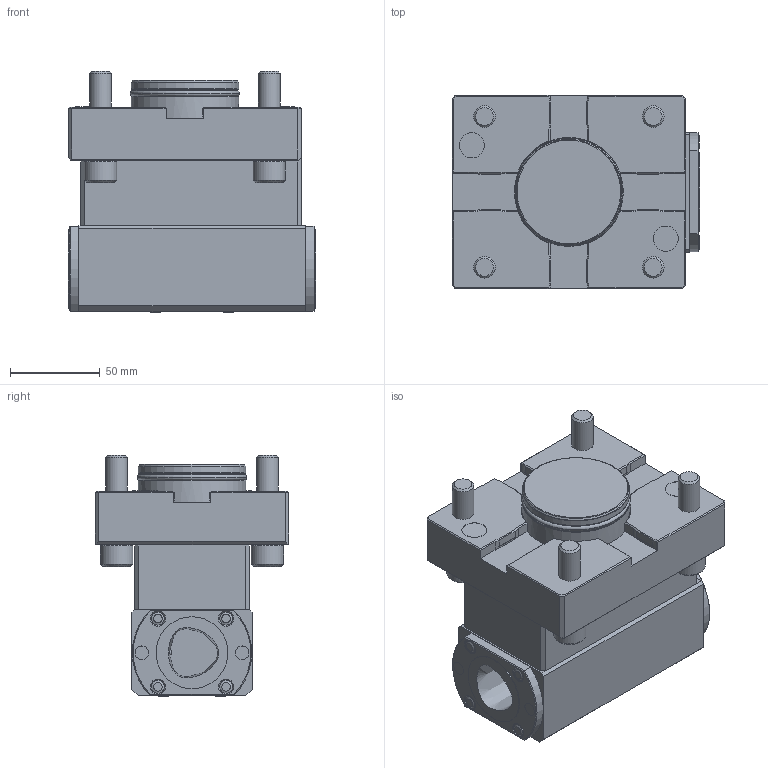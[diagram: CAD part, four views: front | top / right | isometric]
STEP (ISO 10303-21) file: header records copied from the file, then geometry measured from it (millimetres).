
FILE_DESCRIPTION(/* description */ (''),/* implementation_level */ '2;1');
FILE_NAME(/* name */ '1616150358762.stp',/* time_stamp */ '2021-03-19T11:39:26+01:00',/* author */ (''),/* organization */ ('SMS'),/* preprocessor_version */ 'ST-DEVELOPER v16.7',/* originating_system */ 'SIEMENS PLM Software NX 12.0',/* authorisation */ '');
FILE_SCHEMA (('AUTOMOTIVE_DESIGN { 1 0 10303 214 3 1 1 1 }'));
Length unit declared in the file: millimetre
Products named in the file (1): 203437856mod000_00
Bounding box: 137.96 x 108 x 134.54 mm (x, y, z)
Volume: 1159016.3 mm3; surface area: 91424.7 mm2
Topology: 1 solids, 1 shells, 276 faces, 653 edges, 410 vertices
Faces by surface type: plane 160, cone 49, cylinder 48, sphere 10, torus 7, bspline 2
Full cylindrical faces by diameter (mm): 2.5 x2, 5.7 x2, 7.2 x8, 12 x4, 14 x2, 18 x4, 40 x2, 55.2 x1, 59.9 x2, 60.7 x1
Entity records: 7756 total; most frequent: CARTESIAN_POINT 1757, DIRECTION 1251, ORIENTED_EDGE 1108, EDGE_CURVE 554, AXIS2_PLACEMENT_3D 466, VERTEX_POINT 379, EDGE_LOOP 375, LINE 319
